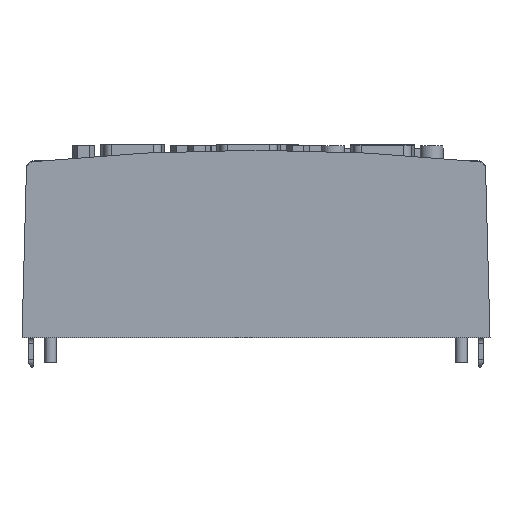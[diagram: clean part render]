
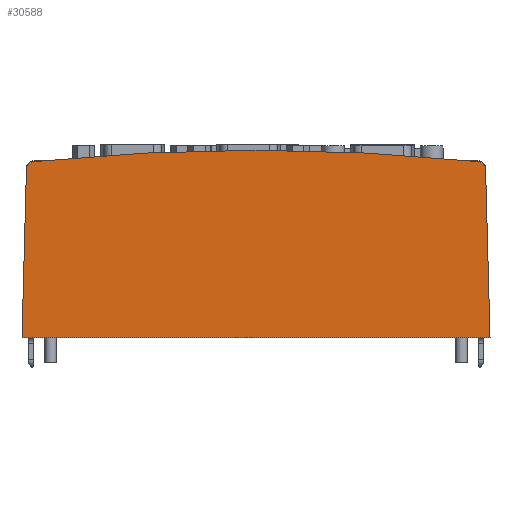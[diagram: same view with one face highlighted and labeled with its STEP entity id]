
A CAD part, left-side view. The second image highlights one B-rep face of the part: STEP entity #30588.
In plain terms, the highlighted planar face has unit normal (-1, 0, 0).
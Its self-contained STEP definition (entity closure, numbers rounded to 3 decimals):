
#740=CIRCLE('',#32329,2.);
#741=CIRCLE('',#32332,550.);
#742=CIRCLE('',#32333,2.);
#1809=PLANE('',#32331);
#3304=FACE_OUTER_BOUND('',#5066,.T.);
#5066=EDGE_LOOP('',(#25718,#25719,#25720,#25721,#25722,#25723));
#7593=LINE('',#51366,#10288);
#7596=LINE('',#51376,#10291);
#7597=LINE('',#51377,#10292);
#10288=VECTOR('',#37439,42.859);
#10291=VECTOR('',#37448,42.859);
#10292=VECTOR('',#37449,119.);
#14106=VERTEX_POINT('',#51359);
#14107=VERTEX_POINT('',#51361);
#14108=VERTEX_POINT('',#51365);
#14110=VERTEX_POINT('',#51371);
#14111=VERTEX_POINT('',#51373);
#14112=VERTEX_POINT('',#51375);
#18067=EDGE_CURVE('',#14106,#14107,#740,.T.);
#18069=EDGE_CURVE('',#14107,#14108,#7593,.T.);
#18072=EDGE_CURVE('',#14110,#14106,#741,.T.);
#18073=EDGE_CURVE('',#14111,#14110,#742,.T.);
#18074=EDGE_CURVE('',#14112,#14111,#7596,.T.);
#18075=EDGE_CURVE('',#14108,#14112,#7597,.T.);
#25718=ORIENTED_EDGE('',*,*,#18067,.F.);
#25719=ORIENTED_EDGE('',*,*,#18072,.F.);
#25720=ORIENTED_EDGE('',*,*,#18073,.F.);
#25721=ORIENTED_EDGE('',*,*,#18074,.F.);
#25722=ORIENTED_EDGE('',*,*,#18075,.F.);
#25723=ORIENTED_EDGE('',*,*,#18069,.F.);
#30588=ADVANCED_FACE('',(#3304),#1809,.F.);
#32329=AXIS2_PLACEMENT_3D('',#51362,#37434,#37435);
#32331=AXIS2_PLACEMENT_3D('',#51370,#37442,#37443);
#32332=AXIS2_PLACEMENT_3D('',#51372,#37444,#37445);
#32333=AXIS2_PLACEMENT_3D('',#51374,#37446,#37447);
#37434=DIRECTION('center_axis',(1.,0.,0.));
#37435=DIRECTION('ref_axis',(0.,-0.679,-0.734));
#37439=DIRECTION('',(0.,1.,-0.026));
#37442=DIRECTION('center_axis',(1.,0.,0.));
#37443=DIRECTION('ref_axis',(0.,-1.,0.));
#37444=DIRECTION('center_axis',(1.,0.,0.));
#37445=DIRECTION('ref_axis',(0.,-0.994,0.106));
#37446=DIRECTION('center_axis',(1.,0.,0.));
#37447=DIRECTION('ref_axis',(0.,-0.679,0.734));
#37448=DIRECTION('',(0.,-1.,-0.026));
#37449=DIRECTION('',(0.,0.,1.));
#51359=CARTESIAN_POINT('',(-27.,0.218,-56.585));
#51361=CARTESIAN_POINT('',(-27.,2.156,-58.378));
#51362=CARTESIAN_POINT('Origin',(-27.,2.208,-56.379));
#51365=CARTESIAN_POINT('',(-27.,45.,-59.5));
#51366=CARTESIAN_POINT('',(-27.,0.402,-58.332));
#51370=CARTESIAN_POINT('Origin',(-27.,22.177,0.));
#51371=CARTESIAN_POINT('',(-27.,0.218,56.585));
#51372=CARTESIAN_POINT('Origin',(-27.,547.3,0.));
#51373=CARTESIAN_POINT('',(-27.,2.156,58.378));
#51374=CARTESIAN_POINT('Origin',(-27.,2.208,56.379));
#51375=CARTESIAN_POINT('',(-27.,45.,59.5));
#51376=CARTESIAN_POINT('',(-27.,45.,59.5));
#51377=CARTESIAN_POINT('',(-27.,45.,-59.5));
